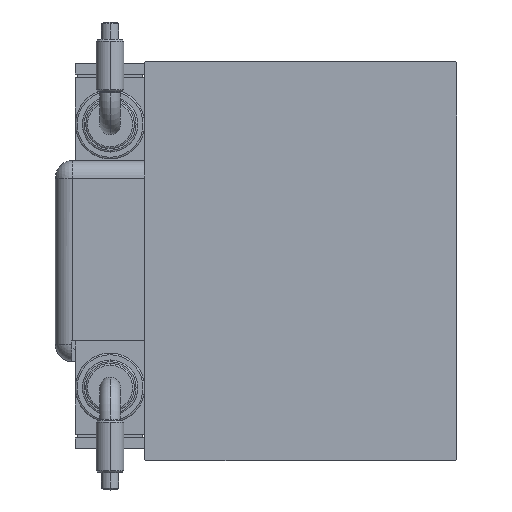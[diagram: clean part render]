
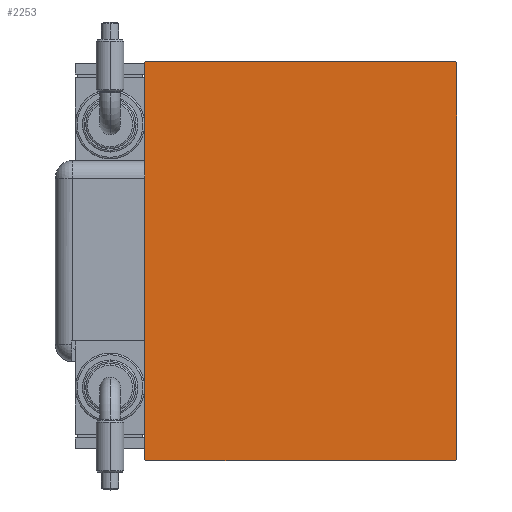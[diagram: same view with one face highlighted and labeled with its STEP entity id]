
A CAD part, left-side view. The second image highlights one B-rep face of the part: STEP entity #2253.
In plain terms, the highlighted face is planar.
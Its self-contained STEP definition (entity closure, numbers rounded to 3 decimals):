
#1381 = CARTESIAN_POINT ( 'NONE',  ( 108., 45., 57.5 ) ) ;
#2253 = ADVANCED_FACE ( 'NONE', ( #20019 ), #15434, .T. ) ;
#5826 = CARTESIAN_POINT ( 'NONE',  ( 108., 45., 57.2 ) ) ;
#6448 = VECTOR ( 'NONE', #45918, 1000. ) ;
#6809 = CARTESIAN_POINT ( 'NONE',  ( 108., -45., 57.2 ) ) ;
#7075 = ORIENTED_EDGE ( 'NONE', *, *, #24314, .T. ) ;
#7109 = AXIS2_PLACEMENT_3D ( 'NONE', #24892, #43518, #57543 ) ;
#7447 = DIRECTION ( 'NONE',  ( 0., 0., -1. ) ) ;
#7632 = DIRECTION ( 'NONE',  ( 0., -0.707, -0.707 ) ) ;
#8026 = VECTOR ( 'NONE', #7447, 1000. ) ;
#8938 = VECTOR ( 'NONE', #7632, 1000. ) ;
#10671 = DIRECTION ( 'NONE',  ( 0., -0.707, 0.707 ) ) ;
#12272 = ORIENTED_EDGE ( 'NONE', *, *, #29056, .T. ) ;
#13962 = DIRECTION ( 'NONE',  ( 0., 1., 0. ) ) ;
#14023 = EDGE_CURVE ( 'NONE', #43190, #24501, #43584, .T. ) ;
#14679 = DIRECTION ( 'NONE',  ( 0., 0., 1. ) ) ;
#14934 = CARTESIAN_POINT ( 'NONE',  ( 108., 51.1, 51.1 ) ) ;
#14984 = LINE ( 'NONE', #33594, #39086 ) ;
#15399 = ORIENTED_EDGE ( 'NONE', *, *, #43189, .T. ) ;
#15434 = PLANE ( 'NONE',  #7109 ) ;
#17459 = CARTESIAN_POINT ( 'NONE',  ( 108., -44.7, 57.5 ) ) ;
#17560 = ORIENTED_EDGE ( 'NONE', *, *, #14023, .T. ) ;
#18160 = LINE ( 'NONE', #41344, #6448 ) ;
#19088 = DIRECTION ( 'NONE',  ( 0., -1., 0. ) ) ;
#19730 = ORIENTED_EDGE ( 'NONE', *, *, #20588, .T. ) ;
#20019 = FACE_OUTER_BOUND ( 'NONE', #28686, .T. ) ;
#20566 = ORIENTED_EDGE ( 'NONE', *, *, #35859, .T. ) ;
#20588 = EDGE_CURVE ( 'NONE', #24501, #55800, #31678, .T. ) ;
#21083 = CARTESIAN_POINT ( 'NONE',  ( 108., -51.1, 51.1 ) ) ;
#22083 = LINE ( 'NONE', #49274, #8026 ) ;
#24225 = VERTEX_POINT ( 'NONE', #41857 ) ;
#24314 = EDGE_CURVE ( 'NONE', #24225, #24361, #14984, .T. ) ;
#24361 = VERTEX_POINT ( 'NONE', #5826 ) ;
#24501 = VERTEX_POINT ( 'NONE', #24602 ) ;
#24602 = CARTESIAN_POINT ( 'NONE',  ( 108., -44.7, -57.5 ) ) ;
#24892 = CARTESIAN_POINT ( 'NONE',  ( 108., 0., 0. ) ) ;
#25544 = CARTESIAN_POINT ( 'NONE',  ( 108., -51.1, -51.1 ) ) ;
#28364 = ORIENTED_EDGE ( 'NONE', *, *, #41621, .T. ) ;
#28686 = EDGE_LOOP ( 'NONE', ( #19730, #34232, #7075, #28364, #20566, #12272, #15399, #17560 ) ) ;
#29056 = EDGE_CURVE ( 'NONE', #51331, #53650, #44870, .T. ) ;
#31678 = LINE ( 'NONE', #50315, #42867 ) ;
#33594 = CARTESIAN_POINT ( 'NONE',  ( 108., 45., -57.5 ) ) ;
#34232 = ORIENTED_EDGE ( 'NONE', *, *, #39722, .T. ) ;
#35859 = EDGE_CURVE ( 'NONE', #49200, #51331, #52648, .T. ) ;
#39086 = VECTOR ( 'NONE', #14679, 1000. ) ;
#39722 = EDGE_CURVE ( 'NONE', #55800, #24225, #18160, .T. ) ;
#40404 = CARTESIAN_POINT ( 'NONE',  ( 108., -45., -57.2 ) ) ;
#41344 = CARTESIAN_POINT ( 'NONE',  ( 108., 51.1, -51.1 ) ) ;
#41621 = EDGE_CURVE ( 'NONE', #24361, #49200, #44215, .T. ) ;
#41688 = VECTOR ( 'NONE', #48470, 1000. ) ;
#41857 = CARTESIAN_POINT ( 'NONE',  ( 108., 45., -57.2 ) ) ;
#42867 = VECTOR ( 'NONE', #13962, 1000. ) ;
#43189 = EDGE_CURVE ( 'NONE', #53650, #43190, #22083, .T. ) ;
#43190 = VERTEX_POINT ( 'NONE', #40404 ) ;
#43518 = DIRECTION ( 'NONE',  ( 1., 0., 0. ) ) ;
#43584 = LINE ( 'NONE', #25544, #41688 ) ;
#44215 = LINE ( 'NONE', #14934, #55222 ) ;
#44870 = LINE ( 'NONE', #21083, #8938 ) ;
#45918 = DIRECTION ( 'NONE',  ( 0., 0.707, 0.707 ) ) ;
#48470 = DIRECTION ( 'NONE',  ( 0., 0.707, -0.707 ) ) ;
#49200 = VERTEX_POINT ( 'NONE', #56137 ) ;
#49274 = CARTESIAN_POINT ( 'NONE',  ( 108., -45., 57.5 ) ) ;
#50315 = CARTESIAN_POINT ( 'NONE',  ( 108., -45., -57.5 ) ) ;
#51331 = VERTEX_POINT ( 'NONE', #17459 ) ;
#52648 = LINE ( 'NONE', #1381, #54050 ) ;
#53650 = VERTEX_POINT ( 'NONE', #6809 ) ;
#54050 = VECTOR ( 'NONE', #19088, 1000. ) ;
#55222 = VECTOR ( 'NONE', #10671, 1000. ) ;
#55800 = VERTEX_POINT ( 'NONE', #56233 ) ;
#56137 = CARTESIAN_POINT ( 'NONE',  ( 108., 44.7, 57.5 ) ) ;
#56233 = CARTESIAN_POINT ( 'NONE',  ( 108., 44.7, -57.5 ) ) ;
#57543 = DIRECTION ( 'NONE',  ( 0., 0., -1. ) ) ;
